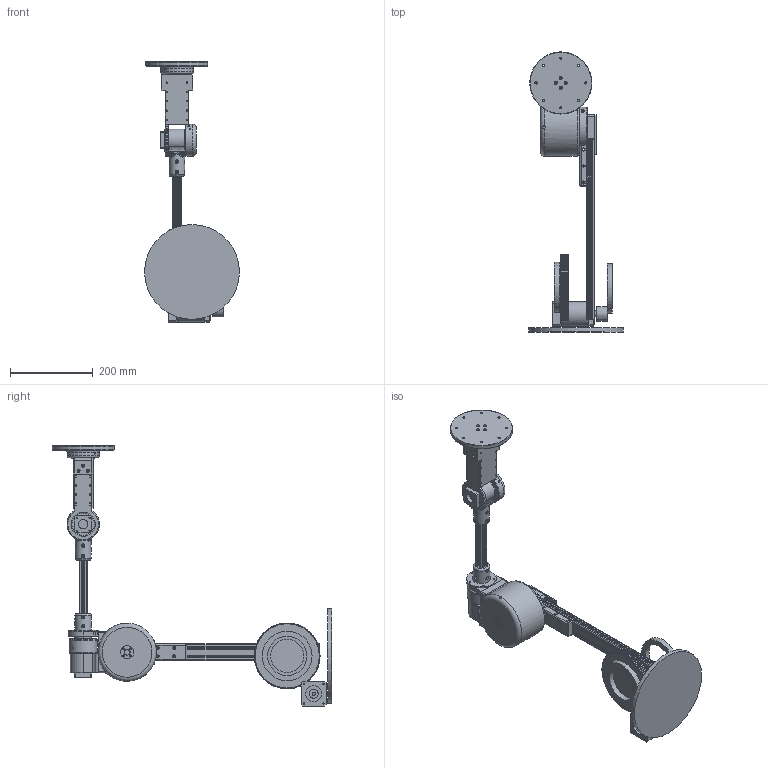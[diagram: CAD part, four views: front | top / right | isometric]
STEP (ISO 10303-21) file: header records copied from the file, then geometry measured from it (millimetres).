
FILE_DESCRIPTION(/* description */ (''),/* implementation_level */ '2;1');
FILE_NAME(/* name */ 'Robot Arm full V2.step',/* time_stamp */ '2020-07-10T13:26:38+02:00',/* author */ (''),/* organization */ (''),/* preprocessor_version */ 'ST-DEVELOPER v18.1',/* originating_system */ 'Autodesk Translation Framework v9.3.0.1241',/* authorisation */ '');
FILE_SCHEMA (('AUTOMOTIVE_DESIGN { 1 0 10303 214 3 1 1 }'));
Products named in the file (45): Robot Arm full V2; Aluminium Profile 1; Axis 3; Axis 3 shoe; Bearingholder 2; Component13; Shaft Adapter; Bearingholder 1; Ring; Bearing 100mm; Nema 23 Mounting Plate; Axis 4; PGB Holder; Component20; Shoe part 1; Shoe part 2; Aluminium Profile 2; Bearing 52mm; Component27; Shoe Bearing; Component29; Axis 5; Bearing Holder; Component42; Component43; Component45; Profile Adapter; Shoe part 1 (1); Shoe part 2 (1); Planetary Gearbox (1); Nema 17; Cover Plate; Axis 6; PGB Holder (1); Shaft Adapter 8mm; Bearing  58mm; Bearing Holder (1); Component55; Adapter Plate; Base ...
Assembly tree (55 placements, depth 4):
  Robot Arm full V2
    Aluminium Profile 1
    Axis 3
      Axis 3 shoe
      Bearingholder 2
        Component13
      Shaft Adapter
      Bearingholder 1
        Ring
      Bearing 100mm  x2
      Nema 23 Mounting Plate
      Planetary Gearbox
    Axis 4
      Planetary Gearbox (1)
      PGB Holder
        Component20
      Bearing  58mm
      Shaft Adapter 8mm
      Shoe part 1
      Shoe part 2
      Aluminium Profile 2
      Bearing 52mm
        Component27
      Shoe Bearing
        Component29
    Axis 5
      Planetary Gearbox (1)  x2
      Bearing  58mm  x2
      Shaft Adapter 8mm
      Bearing Holder
        Component42
        Component43
        Component45
      Profile Adapter
      Shoe part 1 (1)
      Shoe part 2 (1)
      Nema 17
      Cover Plate  x2
    Axis 6
      PGB Holder (1)
      Shaft Adapter 8mm
      Bearing  58mm
      Bearing Holder (1)
        Component55
      Adapter Plate
    Base
    Axis 2
      Bearing 120mm
      Pulley 20T
      Planetary Gearbox
      Component67
    Bearing 120mm
Bounding box: 228.6 x 675 x 627.8 mm (x, y, z)
Volume: 4127360.8 mm3; surface area: 1029855.6 mm2
Topology: 49 solids, 49 shells, 2094 faces, 5305 edges, 3510 vertices
Faces by surface type: plane 1101, cylinder 954, torus 20, bspline 16, sphere 2, cone 1
Full cylindrical faces by diameter (mm): 2.529 x4, 3 x12, 3.1 x74, 3.332 x28, 4 x19, 4.1 x75, 4.2 x4, 4.293 x3, 5 x1, 5.1 x64, 5.5 x12, 6 x8, 7.1 x32, 8 x8, 8.5 x28, 10 x2, 14 x3, 14.4 x1, 15 x1, 16 x3, 18 x7, 19 x1, 19.2 x1, 22 x6, 25 x6, 32 x5, 35 x1, 38 x3, 38.2 x1, 40 x2
Entity records: 62563 total; most frequent: CARTESIAN_POINT 12663, DIRECTION 10467, ORIENTED_EDGE 9698, EDGE_CURVE 4849, AXIS2_PLACEMENT_3D 3797, VERTEX_POINT 3222, LINE 2873, VECTOR 2873
